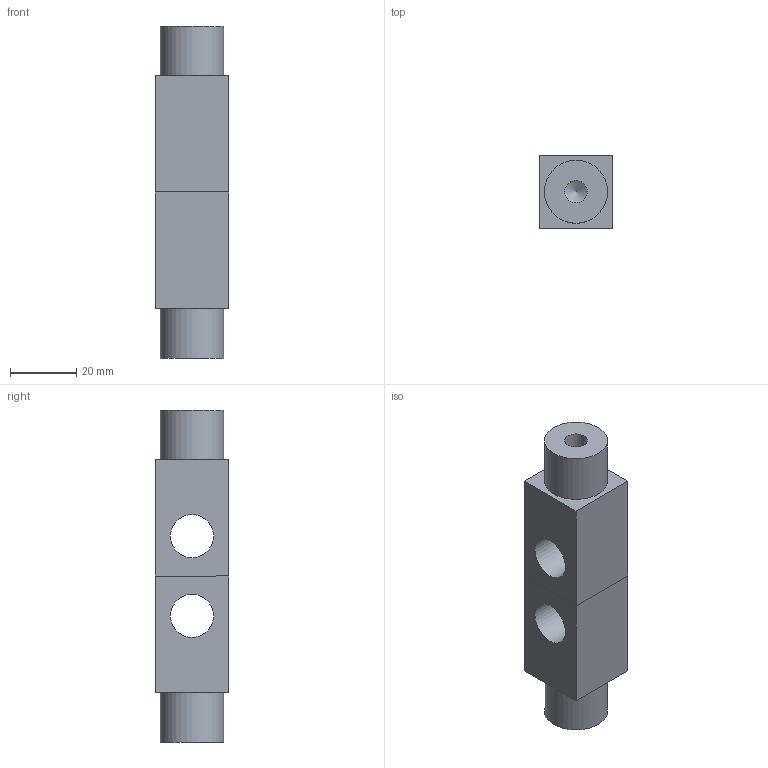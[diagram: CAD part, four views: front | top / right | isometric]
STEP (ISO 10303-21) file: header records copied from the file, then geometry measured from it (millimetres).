
FILE_DESCRIPTION(('FreeCAD Model'),'2;1');
FILE_NAME('Open CASCADE Shape Model','2021-10-19T01:27:20',('Author'),( ''),'Open CASCADE STEP processor 7.4','FreeCAD','Unknown');
FILE_SCHEMA(('AUTOMOTIVE_DESIGN { 1 0 10303 214 1 1 1 1 }'));
Length unit declared in the file: millimetre
Products named in the file (1): Mirrored
Bounding box: 22 x 22 x 100 mm (x, y, z)
Volume: 34680.3 mm3; surface area: 11265 mm2
Topology: 1 solids, 1 shells, 20 faces, 42 edges, 26 vertices
Faces by surface type: plane 12, cylinder 6, cone 2
Full cylindrical faces by diameter (mm): 6.8 x2, 13 x2, 19 x2
Entity records: 1088 total; most frequent: CARTESIAN_POINT 203, DIRECTION 168, LINE 98, VECTOR 98, ORIENTED_EDGE 80, PCURVE 80, DEFINITIONAL_REPRESENTATION 80, EDGE_CURVE 40
